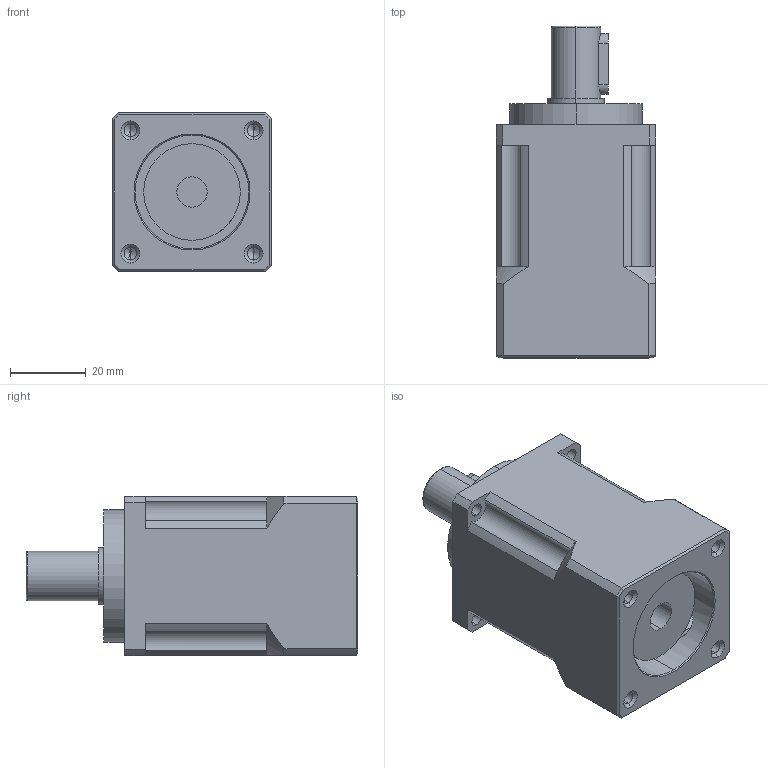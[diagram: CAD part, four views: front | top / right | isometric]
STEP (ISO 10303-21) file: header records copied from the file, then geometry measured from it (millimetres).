
FILE_DESCRIPTION (( 'STEP AP203' ), '1' );
FILE_NAME ('042ZB10-100T3.STEP', '2020-05-07T03:04:16', ( '' ), ( '' ), 'SwSTEP 2.0', 'SolidWorks 2019', '' );
FILE_SCHEMA (( 'CONFIG_CONTROL_DESIGN' ));
Length unit declared in the file: millimetre
Products named in the file (1): 042ZB10-100T3
Bounding box: 42 x 87.54 x 42 mm (x, y, z)
Volume: 103283.7 mm3; surface area: 18499.3 mm2
Topology: 1 solids, 1 shells, 127 faces, 309 edges, 187 vertices
Faces by surface type: cylinder 57, plane 36, cone 32, torus 2
Entity records: 4254 total; most frequent: CARTESIAN_POINT 1145, DIRECTION 685, ORIENTED_EDGE 598, EDGE_CURVE 299, AXIS2_PLACEMENT_3D 279, VERTEX_POINT 187, CIRCLE 151, EDGE_LOOP 150
